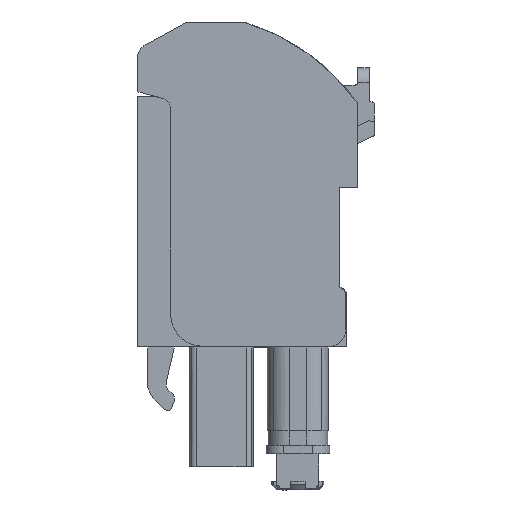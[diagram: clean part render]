
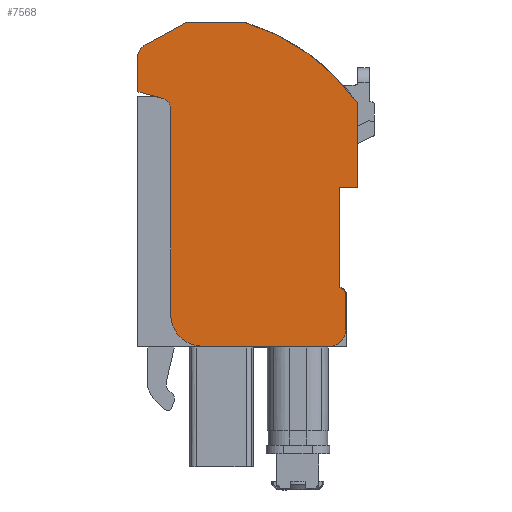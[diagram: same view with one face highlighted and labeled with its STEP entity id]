
A CAD part, left-side view. The second image highlights one B-rep face of the part: STEP entity #7568.
In plain terms, the highlighted planar face has unit normal (-1, 0, 0).
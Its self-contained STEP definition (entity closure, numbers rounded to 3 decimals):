
#5989=AXIS2_PLACEMENT_3D('Circle Axis2P3D',#5987,#5988,$) ;
#6029=AXIS2_PLACEMENT_3D('Circle Axis2P3D',#6027,#6028,$) ;
#6069=AXIS2_PLACEMENT_3D('Circle Axis2P3D',#6067,#6068,$) ;
#6142=AXIS2_PLACEMENT_3D('Circle Axis2P3D',#6140,#6141,$) ;
#6170=AXIS2_PLACEMENT_3D('Circle Axis2P3D',#6168,#6169,$) ;
#7505=AXIS2_PLACEMENT_3D('Plane Axis2P3D',#7502,#7503,#7504) ;
#7518=AXIS2_PLACEMENT_3D('Circle Axis2P3D',#7516,#7517,$) ;
#7530=AXIS2_PLACEMENT_3D('Circle Axis2P3D',#7528,#7529,$) ;
#7537=AXIS2_PLACEMENT_3D('Circle Axis2P3D',#7535,#7536,$) ;
#3804=CARTESIAN_POINT('Vertex',(0.001,1.197,20.942)) ;
#3807=CARTESIAN_POINT('Line Origine',(0.,1.824,20.942)) ;
#3811=CARTESIAN_POINT('Vertex',(0.,2.45,20.942)) ;
#5947=CARTESIAN_POINT('Line Origine',(0.,2.45,17.471)) ;
#5951=CARTESIAN_POINT('Vertex',(0.,2.45,13.999)) ;
#5967=CARTESIAN_POINT('Line Origine',(0.,2.384,13.98)) ;
#5971=CARTESIAN_POINT('Vertex',(0.,2.317,13.961)) ;
#5987=CARTESIAN_POINT('Axis2P3D Location',(0.,2.441,13.528)) ;
#5991=CARTESIAN_POINT('Vertex',(0.,1.991,13.528)) ;
#6007=CARTESIAN_POINT('Line Origine',(0.,1.991,12.314)) ;
#6011=CARTESIAN_POINT('Vertex',(0.,1.991,11.1)) ;
#6027=CARTESIAN_POINT('Axis2P3D Location',(0.,3.141,11.1)) ;
#6031=CARTESIAN_POINT('Vertex',(0.,3.141,9.95)) ;
#6047=CARTESIAN_POINT('Line Origine',(0.,7.523,9.95)) ;
#6051=CARTESIAN_POINT('Vertex',(0.,11.905,9.95)) ;
#6067=CARTESIAN_POINT('Axis2P3D Location',(0.,11.905,12.15)) ;
#6071=CARTESIAN_POINT('Vertex',(0.,14.105,12.1)) ;
#6087=CARTESIAN_POINT('Line Origine',(0.,14.105,19.255)) ;
#6091=CARTESIAN_POINT('Vertex',(0.,14.105,26.409)) ;
#6118=CARTESIAN_POINT('Control Point',(0.,14.598,27.078)) ;
#6119=CARTESIAN_POINT('Control Point',(0.,14.428,27.025)) ;
#6120=CARTESIAN_POINT('Control Point',(0.,14.274,26.918)) ;
#6121=CARTESIAN_POINT('Control Point',(0.,14.162,26.766)) ;
#6122=CARTESIAN_POINT('Control Point',(0.,14.105,26.587)) ;
#6123=CARTESIAN_POINT('Control Point',(0.,14.105,26.409)) ;
#6124=CARTESIAN_POINT('Vertex',(0.,14.598,27.078)) ;
#6140=CARTESIAN_POINT('Axis2P3D Location',(0.,22.274,2.33)) ;
#6144=CARTESIAN_POINT('Vertex',(0.,16.405,27.568)) ;
#6146=CARTESIAN_POINT('Vertex',(0.,16.138,27.504)) ;
#6168=CARTESIAN_POINT('Axis2P3D Location',(0.,22.274,2.33)) ;
#7478=CARTESIAN_POINT('Vertex',(0.001,1.197,26.822)) ;
#7481=CARTESIAN_POINT('Line Origine',(0.001,1.197,23.882)) ;
#7502=CARTESIAN_POINT('Axis2P3D Location',(0.,14.099,12.568)) ;
#7507=CARTESIAN_POINT('Line Origine',(0.,14.44,31.594)) ;
#7511=CARTESIAN_POINT('Vertex',(0.,15.882,30.811)) ;
#7513=CARTESIAN_POINT('Vertex',(0.,12.997,32.378)) ;
#7516=CARTESIAN_POINT('Axis2P3D Location',(0.,15.405,29.932)) ;
#7520=CARTESIAN_POINT('Vertex',(0.,16.405,29.932)) ;
#7523=CARTESIAN_POINT('Line Origine',(0.,16.405,28.75)) ;
#7528=CARTESIAN_POINT('Axis2P3D Location',(0.,13.352,18.032)) ;
#7532=CARTESIAN_POINT('Vertex',(0.,8.905,32.358)) ;
#7535=CARTESIAN_POINT('Axis2P3D Location',(0.,13.352,18.032)) ;
#7539=CARTESIAN_POINT('Vertex',(0.,8.971,32.378)) ;
#7542=CARTESIAN_POINT('Line Origine',(0.,10.984,32.378)) ;
#3808=DIRECTION('Vector Direction',(0.,1.,0.)) ;
#5948=DIRECTION('Vector Direction',(0.,0.,1.)) ;
#5968=DIRECTION('Vector Direction',(0.,0.961,0.276)) ;
#5988=DIRECTION('Axis2P3D Direction',(1.,0.,0.)) ;
#6008=DIRECTION('Vector Direction',(0.,0.,1.)) ;
#6028=DIRECTION('Axis2P3D Direction',(1.,0.,0.)) ;
#6048=DIRECTION('Vector Direction',(0.,-1.,0.)) ;
#6068=DIRECTION('Axis2P3D Direction',(1.,0.,0.)) ;
#6088=DIRECTION('Vector Direction',(0.,0.,-1.)) ;
#6141=DIRECTION('Axis2P3D Direction',(-1.,0.,0.)) ;
#6169=DIRECTION('Axis2P3D Direction',(-1.,0.,0.)) ;
#7482=DIRECTION('Vector Direction',(0.,0.,-1.)) ;
#7503=DIRECTION('Axis2P3D Direction',(1.,0.,0.)) ;
#7504=DIRECTION('Axis2P3D XDirection',(0.,-0.018,1.)) ;
#7508=DIRECTION('Vector Direction',(0.,-0.879,0.477)) ;
#7517=DIRECTION('Axis2P3D Direction',(1.,0.,0.)) ;
#7524=DIRECTION('Vector Direction',(0.,0.,1.)) ;
#7529=DIRECTION('Axis2P3D Direction',(1.,0.,0.)) ;
#7536=DIRECTION('Axis2P3D Direction',(1.,0.,0.)) ;
#7543=DIRECTION('Vector Direction',(0.,1.,0.)) ;
#3809=VECTOR('Line Direction',#3808,1.) ;
#5949=VECTOR('Line Direction',#5948,1.) ;
#5969=VECTOR('Line Direction',#5968,1.) ;
#6009=VECTOR('Line Direction',#6008,1.) ;
#6049=VECTOR('Line Direction',#6048,1.) ;
#6089=VECTOR('Line Direction',#6088,1.) ;
#7483=VECTOR('Line Direction',#7482,1.) ;
#7509=VECTOR('Line Direction',#7508,1.) ;
#7525=VECTOR('Line Direction',#7524,1.) ;
#7544=VECTOR('Line Direction',#7543,1.) ;
#7548=ORIENTED_EDGE('',*,*,#7515,.F.) ;
#7549=ORIENTED_EDGE('',*,*,#7522,.F.) ;
#7550=ORIENTED_EDGE('',*,*,#7527,.T.) ;
#7551=ORIENTED_EDGE('',*,*,#6148,.T.) ;
#7552=ORIENTED_EDGE('',*,*,#6172,.T.) ;
#7553=ORIENTED_EDGE('',*,*,#6126,.T.) ;
#7554=ORIENTED_EDGE('',*,*,#6093,.T.) ;
#7555=ORIENTED_EDGE('',*,*,#6073,.F.) ;
#7556=ORIENTED_EDGE('',*,*,#6053,.T.) ;
#7557=ORIENTED_EDGE('',*,*,#6033,.F.) ;
#7558=ORIENTED_EDGE('',*,*,#6013,.T.) ;
#7559=ORIENTED_EDGE('',*,*,#5993,.F.) ;
#7560=ORIENTED_EDGE('',*,*,#5973,.T.) ;
#7561=ORIENTED_EDGE('',*,*,#5953,.T.) ;
#7562=ORIENTED_EDGE('',*,*,#3813,.T.) ;
#7563=ORIENTED_EDGE('',*,*,#7485,.T.) ;
#7564=ORIENTED_EDGE('',*,*,#7534,.T.) ;
#7565=ORIENTED_EDGE('',*,*,#7541,.T.) ;
#7566=ORIENTED_EDGE('',*,*,#7546,.T.) ;
#7568=ADVANCED_FACE('GEHAEUSE',(#7567),#7506,.F.) ;
#6117=B_SPLINE_CURVE_WITH_KNOTS('',5,(#6118,#6119,#6120,#6121,#6122,#6123),.UNSPECIFIED.,.F.,.U.,(6,6),(0.,0.92),.UNSPECIFIED.) ;
#5990=CIRCLE('generated circle',#5989,0.45) ;
#6030=CIRCLE('generated circle',#6029,1.15) ;
#6070=CIRCLE('generated circle',#6069,2.2) ;
#6143=CIRCLE('generated circle',#6142,25.911) ;
#6171=CIRCLE('generated circle',#6170,25.911) ;
#7519=CIRCLE('generated circle',#7518,1.) ;
#7531=CIRCLE('generated circle',#7530,15.) ;
#7538=CIRCLE('generated circle',#7537,15.) ;
#3813=EDGE_CURVE('',#3812,#3805,#3810,.F.) ;
#5953=EDGE_CURVE('',#5952,#3812,#5950,.T.) ;
#5973=EDGE_CURVE('',#5972,#5952,#5970,.T.) ;
#5993=EDGE_CURVE('',#5972,#5992,#5990,.T.) ;
#6013=EDGE_CURVE('',#6012,#5992,#6010,.T.) ;
#6033=EDGE_CURVE('',#6012,#6032,#6030,.T.) ;
#6053=EDGE_CURVE('',#6052,#6032,#6050,.T.) ;
#6073=EDGE_CURVE('',#6052,#6072,#6070,.T.) ;
#6093=EDGE_CURVE('',#6092,#6072,#6090,.T.) ;
#6126=EDGE_CURVE('',#6125,#6092,#6117,.T.) ;
#6148=EDGE_CURVE('',#6145,#6147,#6143,.F.) ;
#6172=EDGE_CURVE('',#6147,#6125,#6171,.F.) ;
#7485=EDGE_CURVE('',#3805,#7479,#7484,.F.) ;
#7515=EDGE_CURVE('',#7512,#7514,#7510,.T.) ;
#7522=EDGE_CURVE('',#7521,#7512,#7519,.T.) ;
#7527=EDGE_CURVE('',#7521,#6145,#7526,.F.) ;
#7534=EDGE_CURVE('',#7479,#7533,#7531,.F.) ;
#7541=EDGE_CURVE('',#7533,#7540,#7538,.F.) ;
#7546=EDGE_CURVE('',#7540,#7514,#7545,.T.) ;
#7547=EDGE_LOOP('',(#7548,#7549,#7550,#7551,#7552,#7553,#7554,#7555,#7556,#7557,#7558,#7559,#7560,#7561,#7562,#7563,#7564,#7565,#7566)) ;
#7567=FACE_OUTER_BOUND('',#7547,.T.) ;
#3810=LINE('Line',#3807,#3809) ;
#5950=LINE('Line',#5947,#5949) ;
#5970=LINE('Line',#5967,#5969) ;
#6010=LINE('Line',#6007,#6009) ;
#6050=LINE('Line',#6047,#6049) ;
#6090=LINE('Line',#6087,#6089) ;
#7484=LINE('Line',#7481,#7483) ;
#7510=LINE('Line',#7507,#7509) ;
#7526=LINE('Line',#7523,#7525) ;
#7545=LINE('Line',#7542,#7544) ;
#7506=PLANE('',#7505) ;
#3805=VERTEX_POINT('',#3804) ;
#3812=VERTEX_POINT('',#3811) ;
#5952=VERTEX_POINT('',#5951) ;
#5972=VERTEX_POINT('',#5971) ;
#5992=VERTEX_POINT('',#5991) ;
#6012=VERTEX_POINT('',#6011) ;
#6032=VERTEX_POINT('',#6031) ;
#6052=VERTEX_POINT('',#6051) ;
#6072=VERTEX_POINT('',#6071) ;
#6092=VERTEX_POINT('',#6091) ;
#6125=VERTEX_POINT('',#6124) ;
#6145=VERTEX_POINT('',#6144) ;
#6147=VERTEX_POINT('',#6146) ;
#7479=VERTEX_POINT('',#7478) ;
#7512=VERTEX_POINT('',#7511) ;
#7514=VERTEX_POINT('',#7513) ;
#7521=VERTEX_POINT('',#7520) ;
#7533=VERTEX_POINT('',#7532) ;
#7540=VERTEX_POINT('',#7539) ;
